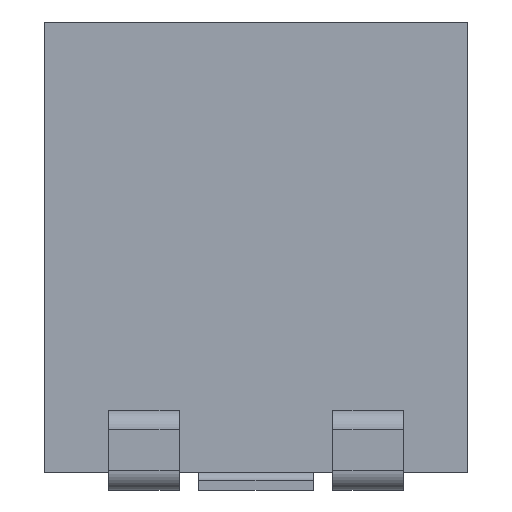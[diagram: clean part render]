
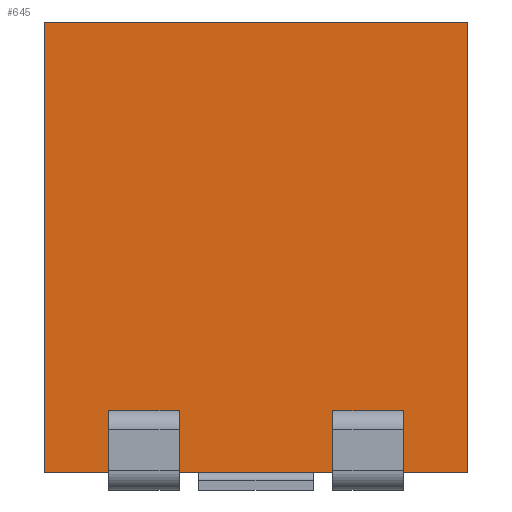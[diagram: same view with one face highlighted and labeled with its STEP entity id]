
A CAD part, left-side view. The second image highlights one B-rep face of the part: STEP entity #645.
In plain terms, the highlighted face is planar.
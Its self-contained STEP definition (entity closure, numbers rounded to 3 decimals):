
#100=ORIENTED_EDGE('',*,*,#253,.F.);
#101=ORIENTED_EDGE('',*,*,#264,.F.);
#102=ORIENTED_EDGE('',*,*,#260,.F.);
#103=ORIENTED_EDGE('',*,*,#257,.F.);
#253=EDGE_CURVE('',#340,#341,#399,.T.);
#257=EDGE_CURVE('',#341,#344,#403,.T.);
#260=EDGE_CURVE('',#344,#346,#406,.T.);
#264=EDGE_CURVE('',#346,#340,#409,.T.);
#340=VERTEX_POINT('',#998);
#341=VERTEX_POINT('',#999);
#344=VERTEX_POINT('',#1007);
#346=VERTEX_POINT('',#1013);
#399=LINE('',#997,#463);
#403=LINE('',#1006,#467);
#406=LINE('',#1012,#470);
#409=LINE('',#1020,#473);
#463=VECTOR('',#799,1000.);
#467=VECTOR('',#805,1000.);
#470=VECTOR('',#810,1000.);
#473=VECTOR('',#817,1000.);
#533=EDGE_LOOP('',(#100,#101,#102,#103));
#575=FACE_BOUND('',#533,.T.);
#616=PLANE('',#734);
#645=ADVANCED_FACE('',(#575),#616,.F.);
#734=AXIS2_PLACEMENT_3D('',#1023,#821,#822);
#799=DIRECTION('',(0.,-1.,0.));
#805=DIRECTION('',(1.,0.,0.));
#810=DIRECTION('',(0.,1.,0.));
#817=DIRECTION('',(-1.,0.,0.));
#821=DIRECTION('',(0.,0.,1.));
#822=DIRECTION('',(1.,0.,0.));
#997=CARTESIAN_POINT('',(-2.4,0.,-1.75));
#998=CARTESIAN_POINT('',(-2.4,0.,-1.75));
#999=CARTESIAN_POINT('',(-2.4,-5.1,-1.75));
#1006=CARTESIAN_POINT('',(-2.4,-5.1,-1.75));
#1007=CARTESIAN_POINT('',(2.4,-5.1,-1.75));
#1012=CARTESIAN_POINT('',(2.4,-5.1,-1.75));
#1013=CARTESIAN_POINT('',(2.4,0.,-1.75));
#1020=CARTESIAN_POINT('',(2.4,0.,-1.75));
#1023=CARTESIAN_POINT('',(0.,0.,-1.75));
